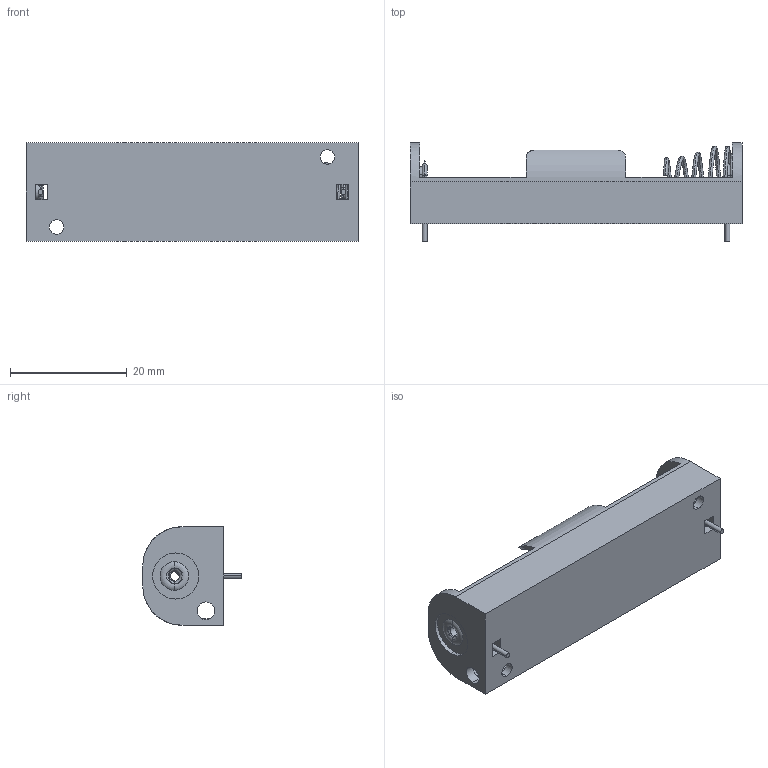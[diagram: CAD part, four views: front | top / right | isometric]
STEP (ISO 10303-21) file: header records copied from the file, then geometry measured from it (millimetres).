
FILE_DESCRIPTION (( 'STEP AP214' ), '1' );
FILE_NAME ('keystone-PN2460.STEP', '2022-06-17T15:38:02', ( '' ), ( '' ), 'SwSTEP 2.0', 'SolidWorks 2021', '' );
FILE_SCHEMA (( 'AUTOMOTIVE_DESIGN' ));
Length unit declared in the file: inch
Products named in the file (1): keystone-PN2460
Bounding box: 57 x 16.9 x 16.89 mm (x, y, z)
Volume: 2860.2 mm3; surface area: 5307.8 mm2
Topology: 6 solids, 6 shells, 664 faces, 1755 edges, 1160 vertices
Faces by surface type: plane 447, bspline 154, cylinder 39, torus 24
Entity records: 31584 total; most frequent: CARTESIAN_POINT 15928, ORIENTED_EDGE 3510, DIRECTION 2605, EDGE_CURVE 1755, VECTOR 1299, LINE 1299, VERTEX_POINT 1160, EDGE_LOOP 741
